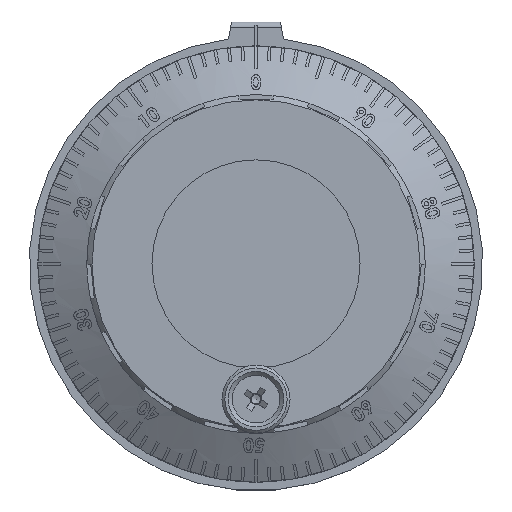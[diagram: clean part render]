
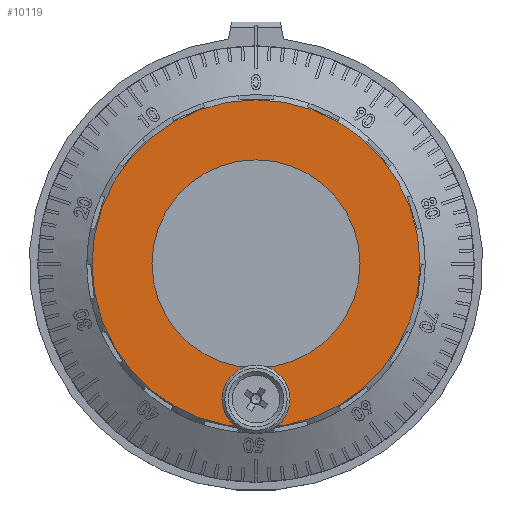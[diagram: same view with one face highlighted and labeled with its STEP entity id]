
A CAD part, top view. The second image highlights one B-rep face of the part: STEP entity #10119.
In plain terms, the highlighted planar face has unit normal (0, 0, 1).
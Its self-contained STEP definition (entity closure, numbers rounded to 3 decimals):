
#10081=CARTESIAN_POINT('',(18.35,0.0,26.0));
#10082=VERTEX_POINT('',#10081);
#10083=CARTESIAN_POINT('',(0.0,0.0,26.0));
#10084=DIRECTION('',(0.0,0.0,1.0));
#10085=DIRECTION('',(1.0,0.0,-0.0));
#10086=AXIS2_PLACEMENT_3D('',#10083,#10084,#10085);
#10087=CIRCLE('',#10086,18.35);
#10088=EDGE_CURVE('n� 3432',#10082,#10082,#10087,.T.);
#10089=ORIENTED_EDGE('',*,*,#10088,.F.);
#10090=EDGE_LOOP('',(#10089));
#10091=FACE_OUTER_BOUND('',#10090,.T.);
#10092=CARTESIAN_POINT('',(28.94,0.0,26.0));
#10093=VERTEX_POINT('',#10092);
#10094=CARTESIAN_POINT('',(0.0,0.0,26.0));
#10095=DIRECTION('',(0.0,0.0,1.0));
#10096=DIRECTION('',(1.0,0.0,-0.0));
#10097=AXIS2_PLACEMENT_3D('',#10094,#10095,#10096);
#10098=CIRCLE('',#10097,28.94);
#10099=EDGE_CURVE('n� 132',#10093,#10093,#10098,.T.);
#10100=ORIENTED_EDGE('',*,*,#10099,.T.);
#10101=EDGE_LOOP('',(#10100));
#10102=FACE_BOUND('',#10101,.T.);
#10103=CARTESIAN_POINT('',(5.0,-23.9,26.0));
#10104=VERTEX_POINT('',#10103);
#10105=CARTESIAN_POINT('',(0.0,-23.9,26.0));
#10106=DIRECTION('',(0.0,0.0,1.0));
#10107=DIRECTION('',(1.0,0.0,-0.0));
#10108=AXIS2_PLACEMENT_3D('',#10105,#10106,#10107);
#10109=CIRCLE('',#10108,5.0);
#10110=EDGE_CURVE('n� 2889',#10104,#10104,#10109,.T.);
#10111=ORIENTED_EDGE('',*,*,#10110,.F.);
#10112=EDGE_LOOP('',(#10111));
#10113=FACE_BOUND('',#10112,.T.);
#10114=CARTESIAN_POINT('',(0.0,0.0,26.0));
#10115=DIRECTION('',(0.0,0.0,1.0));
#10116=DIRECTION('',(1.0,0.0,-0.0));
#10117=AXIS2_PLACEMENT_3D('',#10114,#10115,#10116);
#10118=PLANE('',#10117);
#10119=ADVANCED_FACE('n� 2886',(#10091,#10102,#10113),#10118,.T.);
